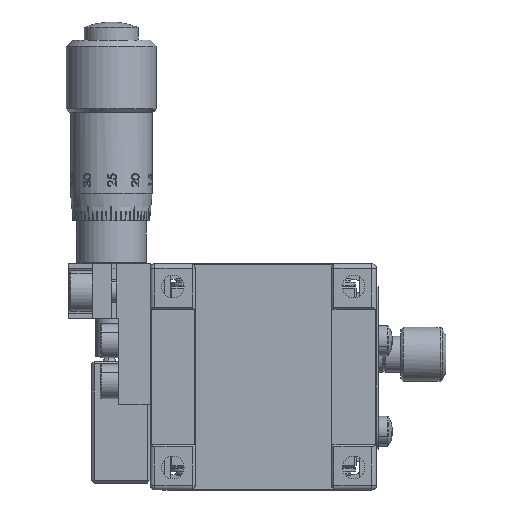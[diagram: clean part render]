
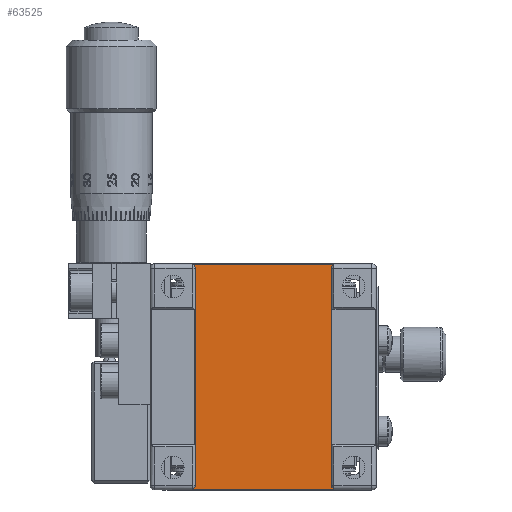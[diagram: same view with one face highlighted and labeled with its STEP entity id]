
A CAD part, front view. The second image highlights one B-rep face of the part: STEP entity #63525.
In plain terms, the highlighted planar face has unit normal (0, -1, 0).
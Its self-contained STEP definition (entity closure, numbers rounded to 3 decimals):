
#15543 = B_SPLINE_CURVE_WITH_KNOTS ( 'NONE', 3,
 ( #71738, #71736, #71741, #71742, #71743, #71744, #71745, #71746 ),
 .UNSPECIFIED., .F., .F.,
 ( 4, 2, 2, 4 ),
 ( 0., 0., 0., 0.001 ),
 .UNSPECIFIED. ) ;
#15546 = B_SPLINE_CURVE_WITH_KNOTS ( 'NONE', 3,
 ( #71747, #71733, #71749, #71750, #71751, #71752, #71753, #71754 ),
 .UNSPECIFIED., .F., .F.,
 ( 4, 2, 2, 4 ),
 ( 0., 0., 0., 0.001 ),
 .UNSPECIFIED. ) ;
#15548 = B_SPLINE_CURVE_WITH_KNOTS ( 'NONE', 3,
 ( #71761, #71755, #71764, #71765, #71766, #71767, #71768, #71769 ),
 .UNSPECIFIED., .F., .F.,
 ( 4, 2, 2, 4 ),
 ( 0., 0., 0., 0.001 ),
 .UNSPECIFIED. ) ;
#15551 = B_SPLINE_CURVE_WITH_KNOTS ( 'NONE', 3,
 ( #71774, #71773, #71779, #71780, #71781, #71782, #71783, #71784 ),
 .UNSPECIFIED., .F., .F.,
 ( 4, 2, 2, 4 ),
 ( 0., 0., 0., 0.001 ),
 .UNSPECIFIED. ) ;
#22168 = EDGE_LOOP ( 'NONE', ( #86789, #86790, #86791, #86792, #86793, #86794, #86795, #86796 ) ) ;
#39366 = VERTEX_POINT ( 'NONE', #50903 ) ;
#39377 = VERTEX_POINT ( 'NONE', #50910 ) ;
#39378 = VERTEX_POINT ( 'NONE', #50914 ) ;
#39383 = VERTEX_POINT ( 'NONE', #50913 ) ;
#39384 = VERTEX_POINT ( 'NONE', #50918 ) ;
#39386 = VERTEX_POINT ( 'NONE', #50915 ) ;
#42309 = EDGE_CURVE ( 'NONE', #83474, #83654, #53711, .T. ) ;
#42543 = EDGE_CURVE ( 'NONE', #39377, #39366, #54595, .T. ) ;
#42545 = EDGE_CURVE ( 'NONE', #39377, #83474, #15543, .T. ) ;
#42547 = EDGE_CURVE ( 'NONE', #83654, #39378, #15546, .T. ) ;
#42549 = EDGE_CURVE ( 'NONE', #39378, #39383, #54622, .T. ) ;
#42551 = EDGE_CURVE ( 'NONE', #39383, #39384, #15548, .T. ) ;
#42553 = EDGE_CURVE ( 'NONE', #39384, #39386, #54627, .T. ) ;
#42555 = EDGE_CURVE ( 'NONE', #39386, #39366, #15551, .T. ) ;
#50903 = CARTESIAN_POINT ( 'NONE',  ( -6.589, 0.44, 12. ) ) ;
#50910 = CARTESIAN_POINT ( 'NONE',  ( -6.589, 0.44, -12. ) ) ;
#50913 = CARTESIAN_POINT ( 'NONE',  ( 8.411, 0.44, 12. ) ) ;
#50914 = CARTESIAN_POINT ( 'NONE',  ( 8.411, 0.44, -12. ) ) ;
#50915 = CARTESIAN_POINT ( 'NONE',  ( -6.889, 0.44, 12.458 ) ) ;
#50918 = CARTESIAN_POINT ( 'NONE',  ( 8.711, 0.44, 12.458 ) ) ;
#53711 = LINE ( 'NONE', #71096, #53726 ) ;
#53726 = VECTOR ( 'NONE', #71100, 1000. ) ;
#54595 = LINE ( 'NONE', #71728, #54609 ) ;
#54609 = VECTOR ( 'NONE', #71735, 1000. ) ;
#54622 = LINE ( 'NONE', #71756, #54624 ) ;
#54624 = VECTOR ( 'NONE', #71739, 1000. ) ;
#54627 = LINE ( 'NONE', #71763, #54637 ) ;
#54637 = VECTOR ( 'NONE', #71772, 1000. ) ;
#63525 = ADVANCED_FACE ( 'NONE', ( #95433 ), #90909, .F. ) ;
#71096 = CARTESIAN_POINT ( 'NONE',  ( -6.589, 0.44, -12.458 ) ) ;
#71100 = DIRECTION ( 'NONE',  ( 1., 0., 0. ) ) ;
#71728 = CARTESIAN_POINT ( 'NONE',  ( -6.589, 0.44, -12.5 ) ) ;
#71733 = CARTESIAN_POINT ( 'NONE',  ( 8.649, 0.44, -12.39 ) ) ;
#71735 = DIRECTION ( 'NONE',  ( 0., 0., 1. ) ) ;
#71736 = CARTESIAN_POINT ( 'NONE',  ( -6.589, 0.44, -12.047 ) ) ;
#71738 = CARTESIAN_POINT ( 'NONE',  ( -6.589, 0.44, -12. ) ) ;
#71739 = DIRECTION ( 'NONE',  ( 0., 0., 1. ) ) ;
#71741 = CARTESIAN_POINT ( 'NONE',  ( -6.606, 0.44, -12.092 ) ) ;
#71742 = CARTESIAN_POINT ( 'NONE',  ( -6.651, 0.44, -12.173 ) ) ;
#71743 = CARTESIAN_POINT ( 'NONE',  ( -6.678, 0.44, -12.211 ) ) ;
#71744 = CARTESIAN_POINT ( 'NONE',  ( -6.764, 0.44, -12.321 ) ) ;
#71745 = CARTESIAN_POINT ( 'NONE',  ( -6.826, 0.44, -12.39 ) ) ;
#71746 = CARTESIAN_POINT ( 'NONE',  ( -6.889, 0.44, -12.458 ) ) ;
#71747 = CARTESIAN_POINT ( 'NONE',  ( 8.711, 0.44, -12.458 ) ) ;
#71749 = CARTESIAN_POINT ( 'NONE',  ( 8.586, 0.44, -12.321 ) ) ;
#71750 = CARTESIAN_POINT ( 'NONE',  ( 8.501, 0.44, -12.211 ) ) ;
#71751 = CARTESIAN_POINT ( 'NONE',  ( 8.474, 0.44, -12.173 ) ) ;
#71752 = CARTESIAN_POINT ( 'NONE',  ( 8.429, 0.44, -12.091 ) ) ;
#71753 = CARTESIAN_POINT ( 'NONE',  ( 8.411, 0.44, -12.047 ) ) ;
#71754 = CARTESIAN_POINT ( 'NONE',  ( 8.411, 0.44, -12. ) ) ;
#71755 = CARTESIAN_POINT ( 'NONE',  ( 8.411, 0.44, 12.047 ) ) ;
#71756 = CARTESIAN_POINT ( 'NONE',  ( 8.411, 0.44, -12.5 ) ) ;
#71761 = CARTESIAN_POINT ( 'NONE',  ( 8.411, 0.44, 12. ) ) ;
#71763 = CARTESIAN_POINT ( 'NONE',  ( 8.411, 0.44, 12.458 ) ) ;
#71764 = CARTESIAN_POINT ( 'NONE',  ( 8.429, 0.44, 12.092 ) ) ;
#71765 = CARTESIAN_POINT ( 'NONE',  ( 8.474, 0.44, 12.173 ) ) ;
#71766 = CARTESIAN_POINT ( 'NONE',  ( 8.501, 0.44, 12.211 ) ) ;
#71767 = CARTESIAN_POINT ( 'NONE',  ( 8.586, 0.44, 12.321 ) ) ;
#71768 = CARTESIAN_POINT ( 'NONE',  ( 8.649, 0.44, 12.39 ) ) ;
#71769 = CARTESIAN_POINT ( 'NONE',  ( 8.711, 0.44, 12.458 ) ) ;
#71772 = DIRECTION ( 'NONE',  ( -1., 0., 0. ) ) ;
#71773 = CARTESIAN_POINT ( 'NONE',  ( -6.826, 0.44, 12.39 ) ) ;
#71774 = CARTESIAN_POINT ( 'NONE',  ( -6.889, 0.44, 12.458 ) ) ;
#71779 = CARTESIAN_POINT ( 'NONE',  ( -6.764, 0.44, 12.321 ) ) ;
#71780 = CARTESIAN_POINT ( 'NONE',  ( -6.678, 0.44, 12.211 ) ) ;
#71781 = CARTESIAN_POINT ( 'NONE',  ( -6.651, 0.44, 12.173 ) ) ;
#71782 = CARTESIAN_POINT ( 'NONE',  ( -6.606, 0.44, 12.091 ) ) ;
#71783 = CARTESIAN_POINT ( 'NONE',  ( -6.589, 0.44, 12.047 ) ) ;
#71784 = CARTESIAN_POINT ( 'NONE',  ( -6.589, 0.44, 12. ) ) ;
#73084 = AXIS2_PLACEMENT_3D ( 'NONE', #90902, #90911, #90912 ) ;
#83474 = VERTEX_POINT ( 'NONE', #97018 ) ;
#83654 = VERTEX_POINT ( 'NONE', #97067 ) ;
#86789 = ORIENTED_EDGE ( 'NONE', *, *, #42543, .F. ) ;
#86790 = ORIENTED_EDGE ( 'NONE', *, *, #42545, .T. ) ;
#86791 = ORIENTED_EDGE ( 'NONE', *, *, #42309, .T. ) ;
#86792 = ORIENTED_EDGE ( 'NONE', *, *, #42547, .T. ) ;
#86793 = ORIENTED_EDGE ( 'NONE', *, *, #42549, .T. ) ;
#86794 = ORIENTED_EDGE ( 'NONE', *, *, #42551, .T. ) ;
#86795 = ORIENTED_EDGE ( 'NONE', *, *, #42553, .T. ) ;
#86796 = ORIENTED_EDGE ( 'NONE', *, *, #42555, .T. ) ;
#90902 = CARTESIAN_POINT ( 'NONE',  ( -6.589, 0.44, -12.5 ) ) ;
#90909 = PLANE ( 'NONE',  #73084 ) ;
#90911 = DIRECTION ( 'NONE',  ( 0., 1., 0. ) ) ;
#90912 = DIRECTION ( 'NONE',  ( -1., 0., 0. ) ) ;
#95433 = FACE_OUTER_BOUND ( 'NONE', #22168, .T. ) ;
#97018 = CARTESIAN_POINT ( 'NONE',  ( -6.889, 0.44, -12.458 ) ) ;
#97067 = CARTESIAN_POINT ( 'NONE',  ( 8.711, 0.44, -12.458 ) ) ;
